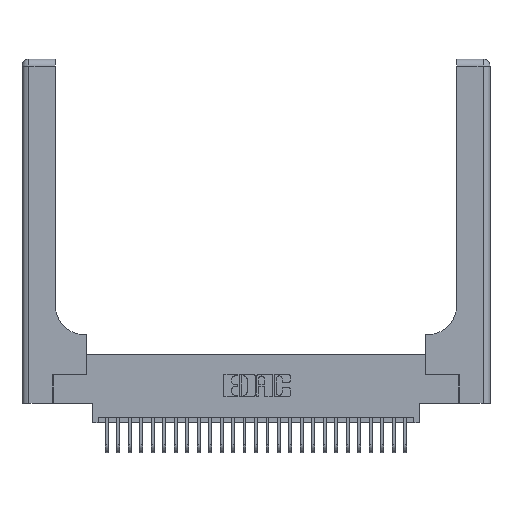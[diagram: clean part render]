
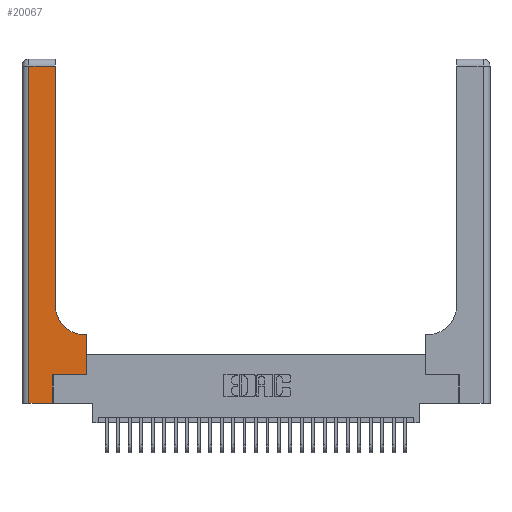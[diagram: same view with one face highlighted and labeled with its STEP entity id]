
A CAD part, top view. The second image highlights one B-rep face of the part: STEP entity #20067.
In plain terms, the highlighted planar face has unit normal (0, 0, 1).
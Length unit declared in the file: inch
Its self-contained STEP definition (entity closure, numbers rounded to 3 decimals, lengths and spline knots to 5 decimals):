
#333 = ORIENTED_EDGE ( 'NONE', *, *, #14879, .T. ) ;
#547 = ORIENTED_EDGE ( 'NONE', *, *, #2146, .T. ) ;
#882 = CIRCLE ( 'NONE', #8991, 0.25 ) ;
#1008 = VECTOR ( 'NONE', #17065, 39.37008 ) ;
#1131 = PLANE ( 'NONE',  #23089 ) ;
#1154 = VERTEX_POINT ( 'NONE', #13135 ) ;
#1489 = CARTESIAN_POINT ( 'NONE',  ( 0.269, 0., 0.37 ) ) ;
#1637 = CARTESIAN_POINT ( 'NONE',  ( 0.06, 0., 0.37 ) ) ;
#1988 = LINE ( 'NONE', #25545, #24171 ) ;
#2066 = VERTEX_POINT ( 'NONE', #1489 ) ;
#2146 = EDGE_CURVE ( 'NONE', #16664, #1154, #21116, .T. ) ;
#2430 = VECTOR ( 'NONE', #10248, 39.37008 ) ;
#3022 = VECTOR ( 'NONE', #13573, 39.37008 ) ;
#3066 = FACE_OUTER_BOUND ( 'NONE', #21580, .T. ) ;
#3305 = DIRECTION ( 'NONE',  ( 0., 0., -1. ) ) ;
#3523 = CARTESIAN_POINT ( 'NONE',  ( 0.5585, 0.25, 0.37 ) ) ;
#4571 = VECTOR ( 'NONE', #15657, 39.37008 ) ;
#5043 = VERTEX_POINT ( 'NONE', #14898 ) ;
#5450 = VECTOR ( 'NONE', #15084, 39.37008 ) ;
#5708 = ORIENTED_EDGE ( 'NONE', *, *, #19610, .T. ) ;
#7027 = CARTESIAN_POINT ( 'NONE',  ( 0., 2.94, 0.37 ) ) ;
#7247 = EDGE_CURVE ( 'NONE', #1154, #15837, #8788, .T. ) ;
#7889 = CARTESIAN_POINT ( 'NONE',  ( 0., 0., 0.37 ) ) ;
#8209 = CARTESIAN_POINT ( 'NONE',  ( 0.2915, 3., 0.37 ) ) ;
#8372 = EDGE_CURVE ( 'NONE', #15837, #19641, #11033, .T. ) ;
#8657 = EDGE_CURVE ( 'NONE', #19641, #2066, #20022, .T. ) ;
#8788 = LINE ( 'NONE', #7027, #3022 ) ;
#8991 = AXIS2_PLACEMENT_3D ( 'NONE', #10511, #25425, #12694 ) ;
#9154 = CARTESIAN_POINT ( 'NONE',  ( 0.2915, 0.85, 0.37 ) ) ;
#9731 = CARTESIAN_POINT ( 'NONE',  ( 0., 3., 0.37 ) ) ;
#9955 = ORIENTED_EDGE ( 'NONE', *, *, #14292, .T. ) ;
#10248 = DIRECTION ( 'NONE',  ( 1., 0., 0. ) ) ;
#10511 = CARTESIAN_POINT ( 'NONE',  ( 0.5415, 0.85, 0.37 ) ) ;
#11033 = LINE ( 'NONE', #26229, #4571 ) ;
#12165 = CARTESIAN_POINT ( 'NONE',  ( 0.5585, 0.6, 0.37 ) ) ;
#12683 = ORIENTED_EDGE ( 'NONE', *, *, #8657, .T. ) ;
#12694 = DIRECTION ( 'NONE',  ( 1., 0., 0. ) ) ;
#12828 = VERTEX_POINT ( 'NONE', #12165 ) ;
#13108 = CARTESIAN_POINT ( 'NONE',  ( 0.2915, 0.6, 0.37 ) ) ;
#13135 = CARTESIAN_POINT ( 'NONE',  ( 0.2915, 2.94, 0.37 ) ) ;
#13573 = DIRECTION ( 'NONE',  ( -1., 0., 0. ) ) ;
#14292 = EDGE_CURVE ( 'NONE', #2066, #21343, #17574, .T. ) ;
#14879 = EDGE_CURVE ( 'NONE', #15674, #12828, #1988, .T. ) ;
#14898 = CARTESIAN_POINT ( 'NONE',  ( 0.5415, 0.6, 0.37 ) ) ;
#14902 = CARTESIAN_POINT ( 'NONE',  ( 0.269, 0., 0.37 ) ) ;
#15084 = DIRECTION ( 'NONE',  ( -1., 0., 0. ) ) ;
#15657 = DIRECTION ( 'NONE',  ( 0., -1., 0. ) ) ;
#15674 = VERTEX_POINT ( 'NONE', #3523 ) ;
#15837 = VERTEX_POINT ( 'NONE', #19456 ) ;
#16664 = VERTEX_POINT ( 'NONE', #9154 ) ;
#17065 = DIRECTION ( 'NONE',  ( 0., 1., 0. ) ) ;
#17574 = LINE ( 'NONE', #14902, #1008 ) ;
#18409 = DIRECTION ( 'NONE',  ( -1., 0., 0. ) ) ;
#18804 = CARTESIAN_POINT ( 'NONE',  ( 0.269, 0.25, 0.37 ) ) ;
#19456 = CARTESIAN_POINT ( 'NONE',  ( 0.06, 2.94, 0.37 ) ) ;
#19610 = EDGE_CURVE ( 'NONE', #21343, #15674, #19638, .T. ) ;
#19638 = LINE ( 'NONE', #18804, #2430 ) ;
#19641 = VERTEX_POINT ( 'NONE', #1637 ) ;
#20022 = LINE ( 'NONE', #7889, #25663 ) ;
#20067 = ADVANCED_FACE ( 'NONE', ( #3066 ), #1131, .F. ) ;
#21039 = DIRECTION ( 'NONE',  ( 0., 1., 0. ) ) ;
#21116 = LINE ( 'NONE', #8209, #26100 ) ;
#21343 = VERTEX_POINT ( 'NONE', #22051 ) ;
#21373 = DIRECTION ( 'NONE',  ( 0., 1., 0. ) ) ;
#21580 = EDGE_LOOP ( 'NONE', ( #547, #26323, #25711, #12683, #9955, #5708, #333, #26163, #21652 ) ) ;
#21652 = ORIENTED_EDGE ( 'NONE', *, *, #24359, .T. ) ;
#22051 = CARTESIAN_POINT ( 'NONE',  ( 0.269, 0.25, 0.37 ) ) ;
#22853 = DIRECTION ( 'NONE',  ( 1., 0., 0. ) ) ;
#23089 = AXIS2_PLACEMENT_3D ( 'NONE', #9731, #3305, #18409 ) ;
#24171 = VECTOR ( 'NONE', #21373, 39.37008 ) ;
#24359 = EDGE_CURVE ( 'NONE', #5043, #16664, #882, .T. ) ;
#25425 = DIRECTION ( 'NONE',  ( 0., 0., -1. ) ) ;
#25545 = CARTESIAN_POINT ( 'NONE',  ( 0.5585, 0.25, 0.37 ) ) ;
#25663 = VECTOR ( 'NONE', #22853, 39.37008 ) ;
#25711 = ORIENTED_EDGE ( 'NONE', *, *, #8372, .T. ) ;
#26100 = VECTOR ( 'NONE', #21039, 39.37008 ) ;
#26163 = ORIENTED_EDGE ( 'NONE', *, *, #27305, .T. ) ;
#26229 = CARTESIAN_POINT ( 'NONE',  ( 0.06, 3., 0.37 ) ) ;
#26323 = ORIENTED_EDGE ( 'NONE', *, *, #7247, .T. ) ;
#27305 = EDGE_CURVE ( 'NONE', #12828, #5043, #27561, .T. ) ;
#27561 = LINE ( 'NONE', #13108, #5450 ) ;
